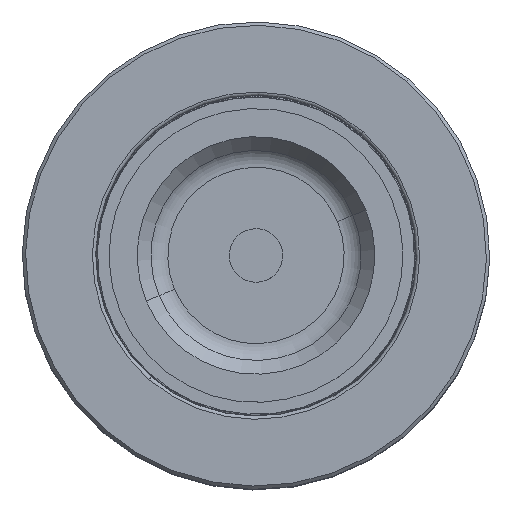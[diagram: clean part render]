
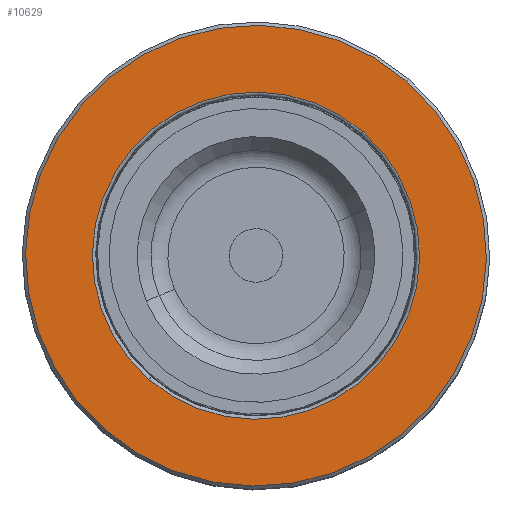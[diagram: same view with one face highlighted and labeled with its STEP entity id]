
A CAD part, top view. The second image highlights one B-rep face of the part: STEP entity #10629.
In plain terms, the highlighted face is planar.
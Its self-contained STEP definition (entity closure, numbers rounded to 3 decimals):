
#1919 = AXIS2_PLACEMENT_3D ( 'NONE', #56873, #8082, #36733 ) ;
#3948 = FACE_OUTER_BOUND ( 'NONE', #14082, .T. ) ;
#4060 = DIRECTION ( 'NONE',  ( 0., -1., 0. ) ) ;
#4428 = CIRCLE ( 'NONE', #33588, 24.5 ) ;
#5450 = CIRCLE ( 'NONE', #28475, 34.5 ) ;
#5902 = VERTEX_POINT ( 'NONE', #36593 ) ;
#5962 = VERTEX_POINT ( 'NONE', #17709 ) ;
#5974 = CARTESIAN_POINT ( 'NONE',  ( 0., 45.687, 0. ) ) ;
#7065 = CARTESIAN_POINT ( 'NONE',  ( 0., 45.687, 0. ) ) ;
#8082 = DIRECTION ( 'NONE',  ( 0., 1., 0. ) ) ;
#10629 = ADVANCED_FACE ( 'NONE', ( #28250, #3948 ), #32267, .T. ) ;
#13380 = VERTEX_POINT ( 'NONE', #59542 ) ;
#14082 = EDGE_LOOP ( 'NONE', ( #25620, #16444 ) ) ;
#16206 = DIRECTION ( 'NONE',  ( 0., 0., -1. ) ) ;
#16444 = ORIENTED_EDGE ( 'NONE', *, *, #18335, .F. ) ;
#17709 = CARTESIAN_POINT ( 'NONE',  ( 0., 45.687, 24.5 ) ) ;
#18335 = EDGE_CURVE ( 'NONE', #5902, #35529, #5450, .T. ) ;
#19250 = DIRECTION ( 'NONE',  ( 0., 0., -1. ) ) ;
#20825 = DIRECTION ( 'NONE',  ( 0., 0., -1. ) ) ;
#22106 = AXIS2_PLACEMENT_3D ( 'NONE', #43232, #28577, #19250 ) ;
#22788 = DIRECTION ( 'NONE',  ( 0., 0., -1. ) ) ;
#25620 = ORIENTED_EDGE ( 'NONE', *, *, #38794, .F. ) ;
#26815 = AXIS2_PLACEMENT_3D ( 'NONE', #42263, #4060, #22788 ) ;
#28250 = FACE_BOUND ( 'NONE', #38486, .T. ) ;
#28475 = AXIS2_PLACEMENT_3D ( 'NONE', #7065, #41025, #16206 ) ;
#28577 = DIRECTION ( 'NONE',  ( 0., -1., 0. ) ) ;
#30544 = ORIENTED_EDGE ( 'NONE', *, *, #53552, .T. ) ;
#32267 = PLANE ( 'NONE',  #1919 ) ;
#33588 = AXIS2_PLACEMENT_3D ( 'NONE', #5974, #45019, #20825 ) ;
#35529 = VERTEX_POINT ( 'NONE', #47132 ) ;
#36593 = CARTESIAN_POINT ( 'NONE',  ( 0., 45.687, 34.5 ) ) ;
#36733 = DIRECTION ( 'NONE',  ( 0., 0., 1. ) ) ;
#38486 = EDGE_LOOP ( 'NONE', ( #60606, #30544 ) ) ;
#38794 = EDGE_CURVE ( 'NONE', #35529, #5902, #58941, .T. ) ;
#39672 = CIRCLE ( 'NONE', #22106, 24.5 ) ;
#41025 = DIRECTION ( 'NONE',  ( 0., -1., 0. ) ) ;
#42263 = CARTESIAN_POINT ( 'NONE',  ( 0., 45.687, 0. ) ) ;
#43232 = CARTESIAN_POINT ( 'NONE',  ( 0., 45.687, 0. ) ) ;
#44739 = EDGE_CURVE ( 'NONE', #13380, #5962, #39672, .T. ) ;
#45019 = DIRECTION ( 'NONE',  ( 0., -1., 0. ) ) ;
#47132 = CARTESIAN_POINT ( 'NONE',  ( 0., 45.687, -34.5 ) ) ;
#53552 = EDGE_CURVE ( 'NONE', #5962, #13380, #4428, .T. ) ;
#56873 = CARTESIAN_POINT ( 'NONE',  ( 34.5, 45.687, 0. ) ) ;
#58941 = CIRCLE ( 'NONE', #26815, 34.5 ) ;
#59542 = CARTESIAN_POINT ( 'NONE',  ( 0., 45.687, -24.5 ) ) ;
#60606 = ORIENTED_EDGE ( 'NONE', *, *, #44739, .T. ) ;
